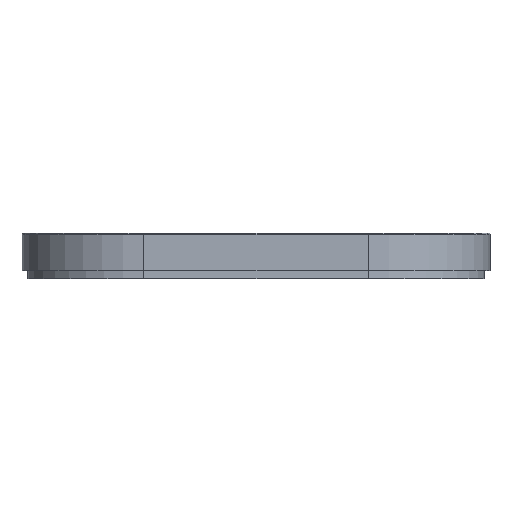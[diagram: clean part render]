
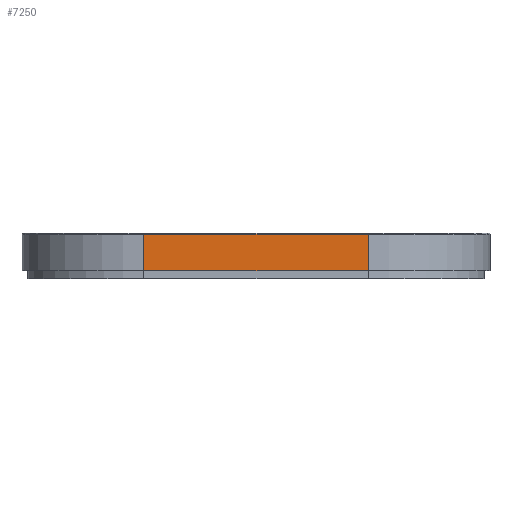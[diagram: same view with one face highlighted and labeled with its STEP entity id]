
A CAD part, left-side view. The second image highlights one B-rep face of the part: STEP entity #7250.
In plain terms, the highlighted planar face has unit normal (-1, 0, 0).
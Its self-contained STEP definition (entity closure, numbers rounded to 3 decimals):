
#334=PLANE('',#8025);
#735=FACE_OUTER_BOUND('',#1227,.T.);
#1227=EDGE_LOOP('',(#6661,#6662,#6663,#6664));
#1637=LINE('',#10382,#2295);
#1641=LINE('',#10403,#2299);
#1704=LINE('',#10643,#2362);
#2250=LINE('',#12339,#2908);
#2295=VECTOR('',#8172,10.);
#2299=VECTOR('',#8198,10.);
#2362=VECTOR('',#8385,10.);
#2908=VECTOR('',#10227,10.);
#2960=VERTEX_POINT('',#10372);
#2962=VERTEX_POINT('',#10378);
#2969=VERTEX_POINT('',#10401);
#3084=VERTEX_POINT('',#10641);
#3658=EDGE_CURVE('',#2960,#2962,#1637,.T.);
#3669=EDGE_CURVE('',#2960,#2969,#1641,.T.);
#3788=EDGE_CURVE('',#3084,#2969,#1704,.T.);
#4614=EDGE_CURVE('',#2962,#3084,#2250,.T.);
#6661=ORIENTED_EDGE('',*,*,#3658,.F.);
#6662=ORIENTED_EDGE('',*,*,#3669,.T.);
#6663=ORIENTED_EDGE('',*,*,#3788,.F.);
#6664=ORIENTED_EDGE('',*,*,#4614,.F.);
#7250=ADVANCED_FACE('',(#735),#334,.T.);
#8025=AXIS2_PLACEMENT_3D('',#12338,#10225,#10226);
#8172=DIRECTION('',(0.,-1.,0.));
#8198=DIRECTION('',(0.,0.,-1.));
#8385=DIRECTION('',(0.,1.,0.));
#10225=DIRECTION('center_axis',(-1.,0.,0.));
#10226=DIRECTION('ref_axis',(0.,1.,0.));
#10227=DIRECTION('',(0.,0.,-1.));
#10372=CARTESIAN_POINT('',(-72.5,-89.225,27.3));
#10378=CARTESIAN_POINT('',(-72.5,-130.775,27.3));
#10382=CARTESIAN_POINT('',(-72.5,-120.388,27.3));
#10401=CARTESIAN_POINT('',(-72.5,-89.225,20.5));
#10403=CARTESIAN_POINT('',(-72.5,-89.225,27.5));
#10641=CARTESIAN_POINT('',(-72.5,-130.775,20.5));
#10643=CARTESIAN_POINT('',(-72.5,-120.388,20.5));
#12338=CARTESIAN_POINT('Origin',(-72.5,-130.775,27.5));
#12339=CARTESIAN_POINT('',(-72.5,-130.775,27.5));
